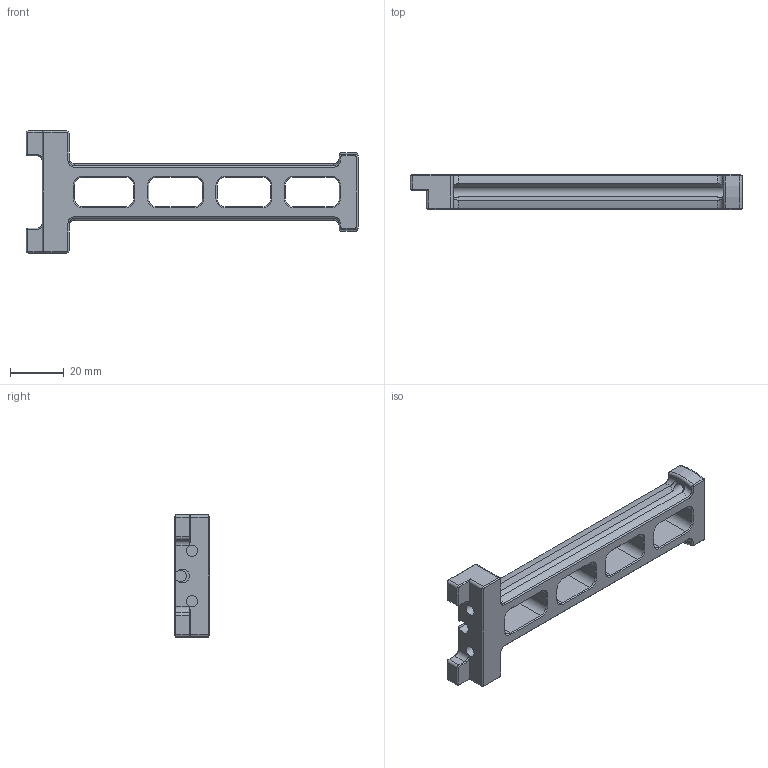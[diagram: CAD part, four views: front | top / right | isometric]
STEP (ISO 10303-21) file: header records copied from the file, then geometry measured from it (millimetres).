
FILE_DESCRIPTION(/* description */ (''),/* implementation_level */ '2;1');
FILE_NAME(/* name */ 'VORON2 v2.4 Assembly - Final_Spool Holder v2.step',/* time_stamp */ '2020-06-11T19:06:47-05:00',/* author */ (''),/* organization */ (''),/* preprocessor_version */ 'ST-DEVELOPER v18.1',/* originating_system */ 'Autodesk Translation Framework v9.3.0.1241',/* authorisation */ '');
FILE_SCHEMA (('AUTOMOTIVE_DESIGN { 1 0 10303 214 3 1 1 }'));
Length unit declared in the file: millimetre
Products named in the file (1): VORON2 v2.4 Assembly - Final_Spool Holder
Bounding box: 123.4 x 13 x 45.4 mm (x, y, z)
Volume: 21159.9 mm3; surface area: 12136.2 mm2
Topology: 1 solids, 1 shells, 250 faces, 618 edges, 366 vertices
Faces by surface type: plane 112, cone 48, cylinder 46, bspline 32, torus 12
Full cylindrical faces by diameter (mm): 4.2 x2
Entity records: 8702 total; most frequent: CARTESIAN_POINT 2951, ORIENTED_EDGE 1236, DIRECTION 1106, EDGE_CURVE 618, LINE 392, VECTOR 392, VERTEX_POINT 366, AXIS2_PLACEMENT_3D 357
